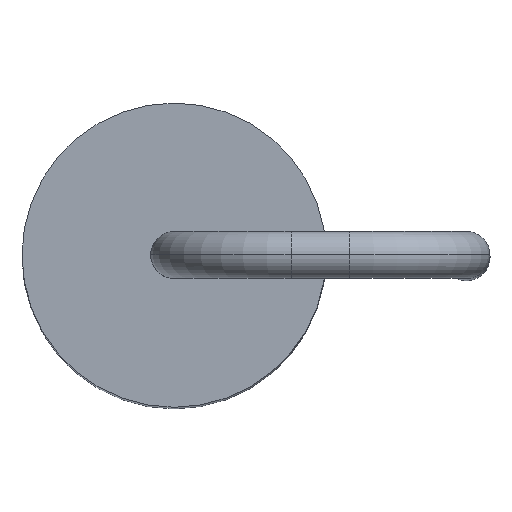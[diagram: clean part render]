
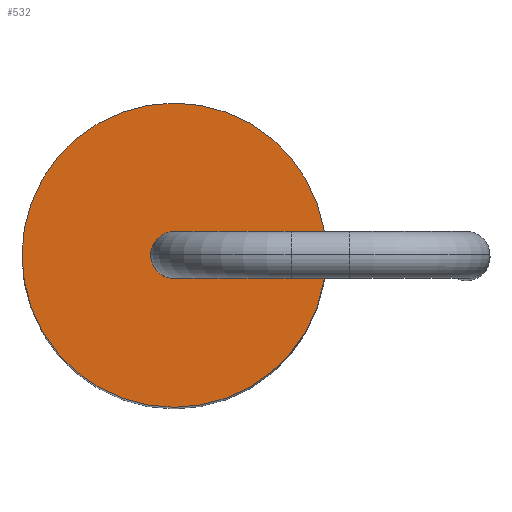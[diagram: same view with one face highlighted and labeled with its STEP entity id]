
A CAD part, top view. The second image highlights one B-rep face of the part: STEP entity #532.
In plain terms, the highlighted planar face has unit normal (0, 0, 1).
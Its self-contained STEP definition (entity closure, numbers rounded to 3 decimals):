
#7 = CIRCLE ( 'NONE', #9, 0.4 ) ;
#8 = DIRECTION ( 'NONE',  ( 1., 0., 0. ) ) ;
#9 = AXIS2_PLACEMENT_3D ( 'NONE', #10, #11, #8 ) ;
#10 = CARTESIAN_POINT ( 'NONE',  ( 0., 0., 16.2 ) ) ;
#11 = DIRECTION ( 'NONE',  ( 0., 0., 1. ) ) ;
#12 = PLANE ( 'NONE',  #14 ) ;
#13 = DIRECTION ( 'NONE',  ( 1., 0., 0. ) ) ;
#14 = AXIS2_PLACEMENT_3D ( 'NONE', #16, #15, #13 ) ;
#15 = DIRECTION ( 'NONE',  ( 0., 0., 1. ) ) ;
#16 = CARTESIAN_POINT ( 'NONE',  ( 0., 0., 16.2 ) ) ;
#43 = FACE_OUTER_BOUND ( 'NONE', #527, .T. ) ;
#44 = FACE_BOUND ( 'NONE', #539, .T. ) ;
#55 = DIRECTION ( 'NONE',  ( 1., 0., 0. ) ) ;
#58 = DIRECTION ( 'NONE',  ( 0., 0., 1. ) ) ;
#59 = CARTESIAN_POINT ( 'NONE',  ( 0., 0., 16.2 ) ) ;
#60 = AXIS2_PLACEMENT_3D ( 'NONE', #59, #58, #55 ) ;
#61 = CIRCLE ( 'NONE', #60, 2.6 ) ;
#219 = CARTESIAN_POINT ( 'NONE',  ( -2.6, 0., 16.2 ) ) ;
#220 = CARTESIAN_POINT ( 'NONE',  ( 2.6, 0., 16.2 ) ) ;
#222 = DIRECTION ( 'NONE',  ( 1., 0., 0. ) ) ;
#223 = DIRECTION ( 'NONE',  ( 0., 0., 1. ) ) ;
#224 = CARTESIAN_POINT ( 'NONE',  ( 0., 0., 16.2 ) ) ;
#225 = AXIS2_PLACEMENT_3D ( 'NONE', #224, #223, #222 ) ;
#226 = CIRCLE ( 'NONE', #225, 2.6 ) ;
#227 = CARTESIAN_POINT ( 'NONE',  ( -0.4, 0., 16.2 ) ) ;
#228 = DIRECTION ( 'NONE',  ( 1., 0., 0. ) ) ;
#229 = DIRECTION ( 'NONE',  ( 0., 0., 1. ) ) ;
#230 = CARTESIAN_POINT ( 'NONE',  ( 0., 0., 16.2 ) ) ;
#250 = AXIS2_PLACEMENT_3D ( 'NONE', #230, #229, #228 ) ;
#251 = CIRCLE ( 'NONE', #250, 0.4 ) ;
#252 = CARTESIAN_POINT ( 'NONE',  ( 0.4, 0., 16.2 ) ) ;
#416 = VERTEX_POINT ( 'NONE', #252 ) ;
#418 = EDGE_CURVE ( 'NONE', #416, #419, #251, .T. ) ;
#419 = VERTEX_POINT ( 'NONE', #227 ) ;
#436 = EDGE_CURVE ( 'NONE', #437, #438, #226, .T. ) ;
#437 = VERTEX_POINT ( 'NONE', #220 ) ;
#438 = VERTEX_POINT ( 'NONE', #219 ) ;
#524 = ORIENTED_EDGE ( 'NONE', *, *, #436, .T. ) ;
#526 = ORIENTED_EDGE ( 'NONE', *, *, #418, .F. ) ;
#527 = EDGE_LOOP ( 'NONE', ( #529, #524 ) ) ;
#529 = ORIENTED_EDGE ( 'NONE', *, *, #536, .T. ) ;
#532 = ADVANCED_FACE ( 'NONE', ( #44, #43 ), #12, .T. ) ;
#536 = EDGE_CURVE ( 'NONE', #438, #437, #61, .T. ) ;
#539 = EDGE_LOOP ( 'NONE', ( #544, #526 ) ) ;
#544 = ORIENTED_EDGE ( 'NONE', *, *, #547, .F. ) ;
#547 = EDGE_CURVE ( 'NONE', #419, #416, #7, .T. ) ;
